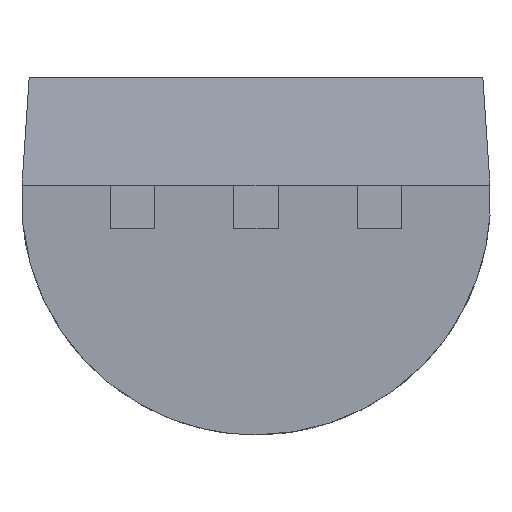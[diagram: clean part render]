
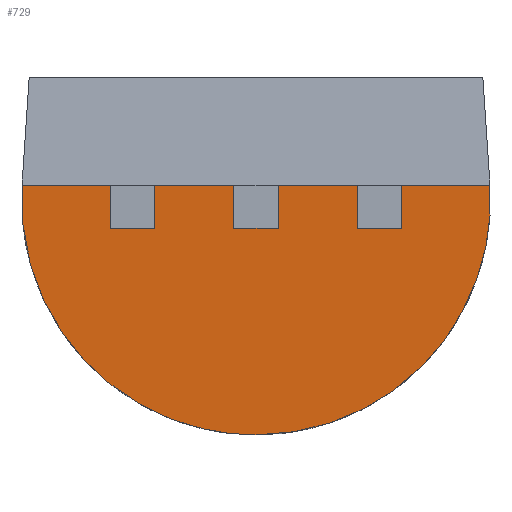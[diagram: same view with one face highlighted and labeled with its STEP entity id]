
A CAD part, front view. The second image highlights one B-rep face of the part: STEP entity #729.
In plain terms, the highlighted planar face has unit normal (0, -0.999, -0.052).
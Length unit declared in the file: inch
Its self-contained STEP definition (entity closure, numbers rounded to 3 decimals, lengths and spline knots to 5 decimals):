
#24 = CARTESIAN_POINT ( 'NONE',  ( 0., 0.00531, -0.0925 ) ) ;
#55 = EDGE_CURVE ( 'NONE', #628, #143, #218, .T. ) ;
#70 = CARTESIAN_POINT ( 'NONE',  ( -0.09865, 0.00306, -0.04972 ) ) ;
#91 = CARTESIAN_POINT ( 'NONE',  ( -0.095, 0., 0.00875 ) ) ;
#143 = VERTEX_POINT ( 'NONE', #679 ) ;
#145 = VECTOR ( 'NONE', #657, 39.37008 ) ;
#166 = CARTESIAN_POINT ( 'NONE',  ( -0.095, 0., 0.00875 ) ) ;
#200 = PLANE ( 'NONE',  #408 ) ;
#205 = VERTEX_POINT ( 'NONE', #552 ) ;
#216 = EDGE_CURVE ( 'NONE', #205, #143, #535, .T. ) ;
#218 =( BOUNDED_CURVE ( )  B_SPLINE_CURVE ( 3, ( #24, #454, #748, #265 ),
 .UNSPECIFIED., .F., .T. ) 
 B_SPLINE_CURVE_WITH_KNOTS ( ( 4, 4 ),
 ( 3.14159, 4.77823 ),
 .UNSPECIFIED. ) 
 CURVE ( )  GEOMETRIC_REPRESENTATION_ITEM ( )  RATIONAL_B_SPLINE_CURVE ( ( 1., 0.789, 0.789, 1. ) ) 
 REPRESENTATION_ITEM ( '' )  );
#265 = CARTESIAN_POINT ( 'NONE',  ( 0.09479, 0., 0.00875 ) ) ;
#316 = CARTESIAN_POINT ( 'NONE',  ( 0., 0.00531, -0.0925 ) ) ;
#358 = ORIENTED_EDGE ( 'NONE', *, *, #648, .T. ) ;
#386 =( BOUNDED_CURVE ( )  B_SPLINE_CURVE ( 3, ( #609, #70, #486, #316 ),
 .UNSPECIFIED., .F., .T. ) 
 B_SPLINE_CURVE_WITH_KNOTS ( ( 4, 4 ),
 ( 1.50496, 3.14159 ),
 .UNSPECIFIED. ) 
 CURVE ( )  GEOMETRIC_REPRESENTATION_ITEM ( )  RATIONAL_B_SPLINE_CURVE ( ( 1., 0.789, 0.789, 1. ) ) 
 REPRESENTATION_ITEM ( '' )  );
#408 = AXIS2_PLACEMENT_3D ( 'NONE', #91, #755, #706 ) ;
#448 = ORIENTED_EDGE ( 'NONE', *, *, #216, .F. ) ;
#454 = CARTESIAN_POINT ( 'NONE',  ( 0.0586, 0.00531, -0.0925 ) ) ;
#464 = EDGE_LOOP ( 'NONE', ( #448, #358, #725 ) ) ;
#486 = CARTESIAN_POINT ( 'NONE',  ( -0.0586, 0.00531, -0.0925 ) ) ;
#514 = FACE_OUTER_BOUND ( 'NONE', #464, .T. ) ;
#535 = LINE ( 'NONE', #166, #145 ) ;
#552 = CARTESIAN_POINT ( 'NONE',  ( -0.09479, 0., 0.00875 ) ) ;
#609 = CARTESIAN_POINT ( 'NONE',  ( -0.09479, 0., 0.00875 ) ) ;
#628 = VERTEX_POINT ( 'NONE', #735 ) ;
#648 = EDGE_CURVE ( 'NONE', #205, #628, #386, .T. ) ;
#657 = DIRECTION ( 'NONE',  ( 1., 0., 0. ) ) ;
#679 = CARTESIAN_POINT ( 'NONE',  ( 0.09479, 0., 0.00875 ) ) ;
#706 = DIRECTION ( 'NONE',  ( 0., -0.052, 0.999 ) ) ;
#725 = ORIENTED_EDGE ( 'NONE', *, *, #55, .T. ) ;
#729 = ADVANCED_FACE ( 'NONE', ( #514 ), #200, .F. ) ;
#735 = CARTESIAN_POINT ( 'NONE',  ( 0., 0.00531, -0.0925 ) ) ;
#748 = CARTESIAN_POINT ( 'NONE',  ( 0.09865, 0.00306, -0.04972 ) ) ;
#755 = DIRECTION ( 'NONE',  ( 0., 0.999, 0.052 ) ) ;
